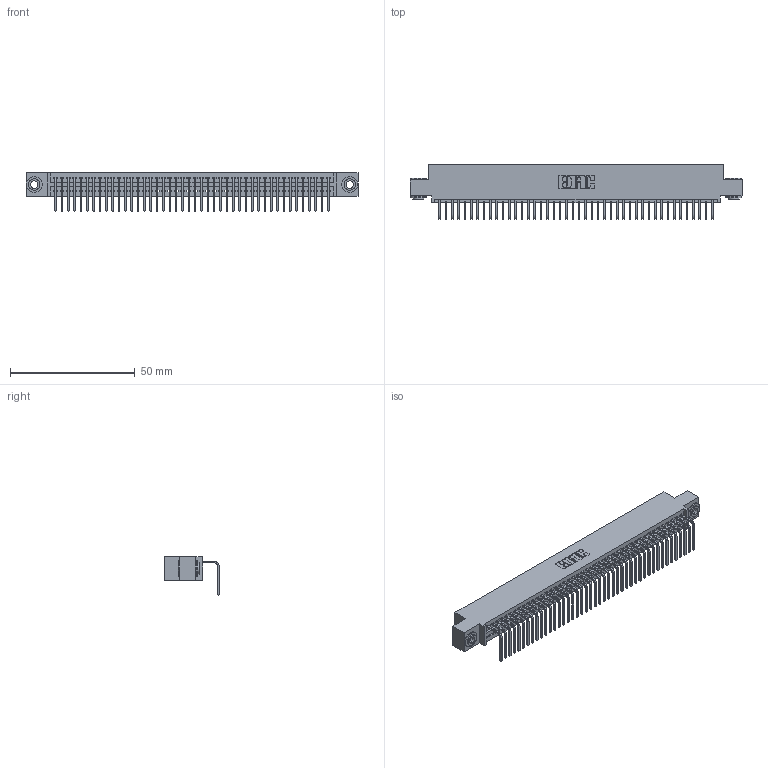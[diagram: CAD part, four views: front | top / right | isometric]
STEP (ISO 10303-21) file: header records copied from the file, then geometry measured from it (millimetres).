
FILE_DESCRIPTION (( 'STEP AP203' ), '1' );
FILE_NAME ('345-044-558-403.STEP', '2019-10-10T16:54:48', ( '' ), ( '' ), 'SwSTEP 2.0', 'SolidWorks 2016', '' );
FILE_SCHEMA (( 'CONFIG_CONTROL_DESIGN' ));
Length unit declared in the file: inch
Products named in the file (4): 345-044-558-403; 345 Part_0.110 Offset - 0.156 Dia-TH; 345-292-001_558 Tail - 2; 345-250-002_345-250-002-102
Assembly tree (47 placements, depth 2):
  345-044-558-403
    345 Part_0.110 Offset - 0.156 Dia-TH
    345-292-001_558 Tail - 2  x44
    345-250-002_345-250-002-102  x2
Bounding box: 132.97 x 21.83 x 15.37 mm (x, y, z)
Volume: 12738.5 mm3; surface area: 18113.3 mm2
Topology: 47 solids, 47 shells, 2808 faces, 8437 edges, 5562 vertices
Faces by surface type: plane 1942, cylinder 858, cone 8
Entity records: 33712 total; most frequent: CARTESIAN_POINT 5819, ORIENTED_EDGE 5790, DIRECTION 5109, EDGE_CURVE 2895, LINE 2563, VECTOR 2563, VERTEX_POINT 1926, AXIS2_PLACEMENT_3D 1273
